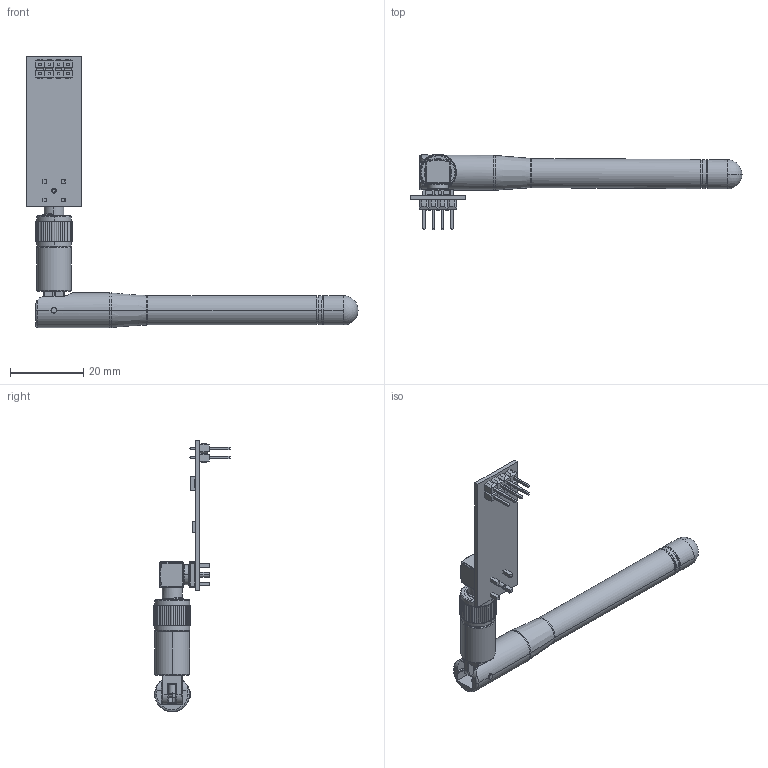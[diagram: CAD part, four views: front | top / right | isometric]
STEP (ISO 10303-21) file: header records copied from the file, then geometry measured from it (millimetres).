
FILE_DESCRIPTION(('FreeCAD Model'),'2;1');
FILE_NAME('Open CASCADE Shape Model','2025-10-05T22:54:31',(''),(''), 'Open CASCADE STEP processor 7.7','FreeCAD','Unknown');
FILE_SCHEMA(('AUTOMOTIVE_DESIGN { 1 0 10303 214 1 1 1 1 }'));
Length unit declared in the file: millimetre
Products named in the file (32): NRF24l01_with_antenna; NRF24L01_PCB; male header; NRF24L01_SMA-angled; NRF24L01-CHIP-NRF___ _________; User Library-QFN-16_3x3; User Library-QFN-16_3x3_1; User Library-QFN-16_3x3_2; User Library-QFN-16_3x3_3; User Library-QFN-16_3x3_4; User Library-QFN-16_3x3_5; User Library-QFN-16_3x3_6; User Library-QFN-16_3x3_7; User Library-QFN-16_3x3_8; User Library-QFN-16_3x3_9; User Library-QFN-16_3x3_10; User Library-QFN-16_3x3_11; User Library-QFN-16_3x3_12; User Library-QFN-16_3x3_13; User Library-QFN-16_3x3_14; User Library-QFN-16_3x3_15; User Library-QFN-16_3x3_16; User Library-QFN-16_3x3_17; User Library-QFN-16_3x3_18; Antenna_Dfaut; Bottom_Radio_Antenna_Dfaut; Top_Radio_Antenna_Dfaut; Screw_Radio_Antenna_Dfaut; Insert_Radio_Antenna_Dfaut; Pin_Radio_Antenna_Dfaut; Wire_Top_Radio_Antenna_Dfaut; Wire_Radio_Antenna_Dfaut
Assembly tree (39 placements, depth 3):
  NRF24l01_with_antenna
    NRF24L01_PCB
    male header  x8
    NRF24L01_SMA-angled
    NRF24L01-CHIP-NRF___ _________
    User Library-QFN-16_3x3
      User Library-QFN-16_3x3_1
      User Library-QFN-16_3x3_2
      User Library-QFN-16_3x3_3
      User Library-QFN-16_3x3_4
      User Library-QFN-16_3x3_5
      User Library-QFN-16_3x3_6
      User Library-QFN-16_3x3_7
      User Library-QFN-16_3x3_8
      User Library-QFN-16_3x3_9
      User Library-QFN-16_3x3_10
      User Library-QFN-16_3x3_11
      User Library-QFN-16_3x3_12
      User Library-QFN-16_3x3_13
      User Library-QFN-16_3x3_14
      User Library-QFN-16_3x3_15
      User Library-QFN-16_3x3_16
      User Library-QFN-16_3x3_17
      User Library-QFN-16_3x3_18
    Antenna_Dfaut
      Bottom_Radio_Antenna_Dfaut
      Top_Radio_Antenna_Dfaut
      Screw_Radio_Antenna_Dfaut
      Insert_Radio_Antenna_Dfaut
      Pin_Radio_Antenna_Dfaut  x2
      Wire_Top_Radio_Antenna_Dfaut
      Wire_Radio_Antenna_Dfaut
Bounding box: 90.52 x 20.78 x 74 mm (x, y, z)
Volume: 7470.2 mm3; surface area: 8483.9 mm2
Topology: 37 solids, 38 shells, 1378 faces, 3269 edges, 2058 vertices
Faces by surface type: plane 857, cylinder 299, bspline 121, sphere 54, torus 37, cone 8, revolution 2
Entity records: 43893 total; most frequent: CARTESIAN_POINT 15136, ORIENTED_EDGE 5558, DIRECTION 5333, EDGE_CURVE 2779, AXIS2_PLACEMENT_3D 1812, VERTEX_POINT 1773, LINE 1707, VECTOR 1707
